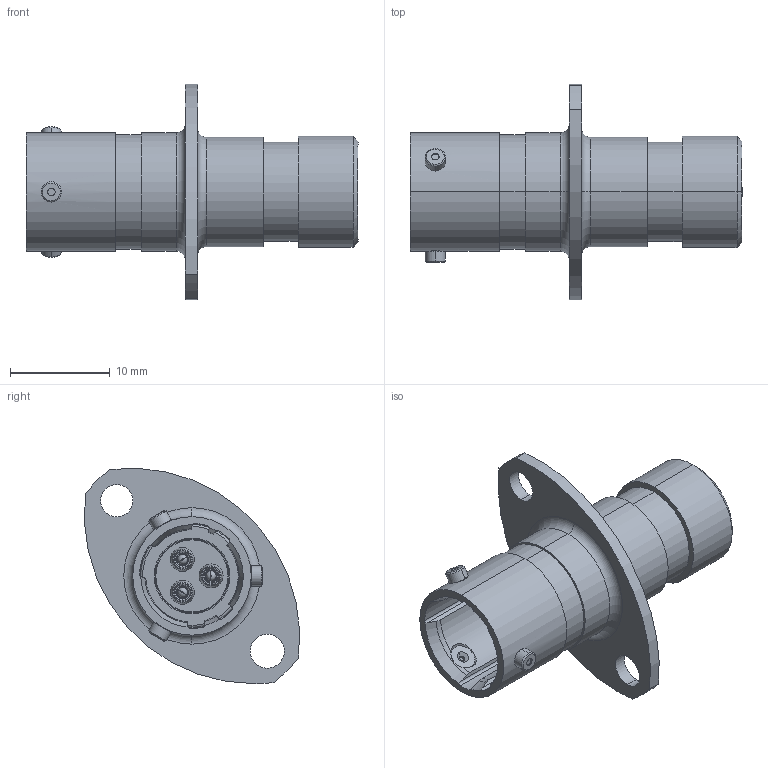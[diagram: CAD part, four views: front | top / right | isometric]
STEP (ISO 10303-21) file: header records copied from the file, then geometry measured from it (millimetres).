
FILE_DESCRIPTION (( 'STEP AP214' ), '1' );
FILE_NAME ('AS008-98PD.STEP', '2014-10-28T14:42:24', ( 'TE Connectivity' ), ( 'TE Connectivity' ), 'SwSTEP 2.0', 'SolidWorks 2014', '' );
FILE_SCHEMA (( 'AUTOMOTIVE_DESIGN' ));
Length unit declared in the file: millimetre
Products named in the file (1): AS008-98PD
Bounding box: 33.31 x 21.59 x 21.61 mm (x, y, z)
Volume: 2405.7 mm3; surface area: 4142.2 mm2
Topology: 12 solids, 12 shells, 354 faces, 780 edges, 467 vertices
Faces by surface type: cylinder 136, torus 93, plane 65, cone 50, sphere 10
Entity records: 14125 total; most frequent: CARTESIAN_POINT 1994, DIRECTION 1935, ORIENTED_EDGE 1532, AXIS2_PLACEMENT_3D 867, EDGE_CURVE 766, CIRCLE 512, VERTEX_POINT 463, EDGE_LOOP 409
